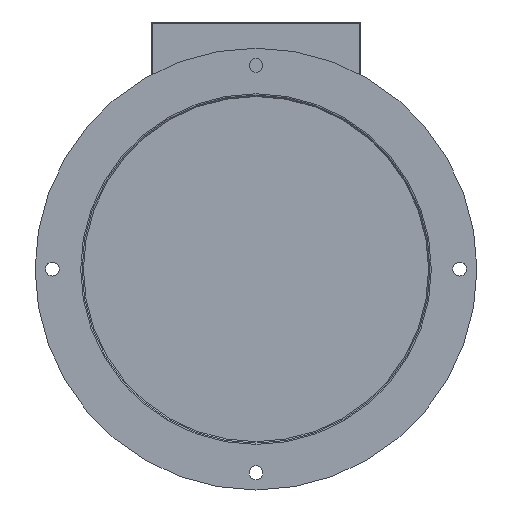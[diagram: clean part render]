
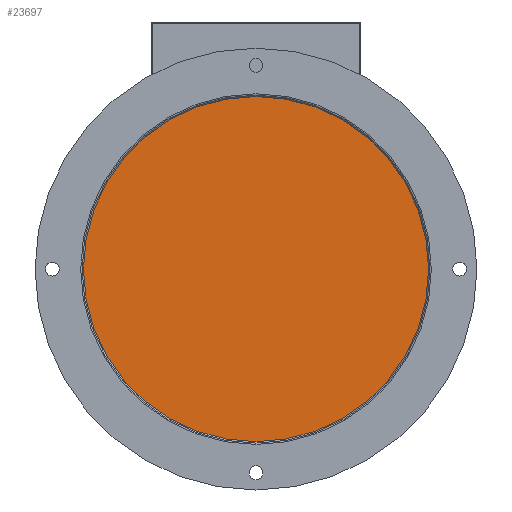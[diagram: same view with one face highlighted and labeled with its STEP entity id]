
A CAD part, front view. The second image highlights one B-rep face of the part: STEP entity #23697.
In plain terms, the highlighted planar face has unit normal (0, -1, 0).
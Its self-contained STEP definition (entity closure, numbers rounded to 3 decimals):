
#5728=FACE_OUTER_BOUND('',#7036,.T.);
#7036=EDGE_LOOP('',(#16199,#16200));
#8659=CIRCLE('',#25030,125.);
#8660=CIRCLE('',#25031,125.);
#10285=VERTEX_POINT('',#34565);
#10286=VERTEX_POINT('',#34566);
#12573=EDGE_CURVE('',#10285,#10286,#8659,.T.);
#12574=EDGE_CURVE('',#10286,#10285,#8660,.T.);
#16199=ORIENTED_EDGE('',*,*,#12573,.F.);
#16200=ORIENTED_EDGE('',*,*,#12574,.F.);
#23450=PLANE('',#25029);
#23697=ADVANCED_FACE('',(#5728),#23450,.F.);
#25029=AXIS2_PLACEMENT_3D('',#34564,#27780,#27781);
#25030=AXIS2_PLACEMENT_3D('',#34567,#27782,#27783);
#25031=AXIS2_PLACEMENT_3D('',#34568,#27784,#27785);
#27780=DIRECTION('center_axis',(0.,1.,0.));
#27781=DIRECTION('ref_axis',(0.,0.,1.));
#27782=DIRECTION('center_axis',(0.,1.,0.));
#27783=DIRECTION('ref_axis',(1.,0.,0.));
#27784=DIRECTION('center_axis',(0.,1.,0.));
#27785=DIRECTION('ref_axis',(1.,0.,0.));
#34564=CARTESIAN_POINT('Origin',(0.,2.,0.));
#34565=CARTESIAN_POINT('',(-125.,2.,0.));
#34566=CARTESIAN_POINT('',(0.,2.,-125.));
#34567=CARTESIAN_POINT('Origin',(0.,2.,0.));
#34568=CARTESIAN_POINT('Origin',(0.,2.,0.));
